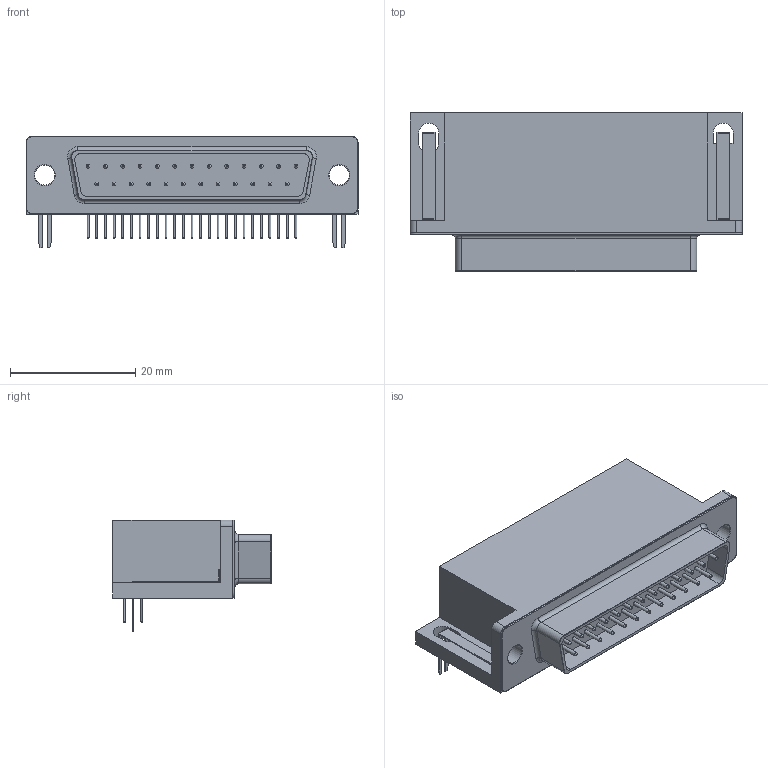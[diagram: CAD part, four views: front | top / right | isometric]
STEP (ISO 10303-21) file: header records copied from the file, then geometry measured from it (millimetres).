
FILE_DESCRIPTION(/* description */ ('model of DSUB-25_Male_Horizontal_P2.77x2.84mm_EdgePinOffset14.56mm_Housed_MountingHolesOffset15.98mm'),/* implementation_level */ '2;1');
FILE_NAME(/* name */ 'DSUB-25_Male_Horizontal_P2.77x2.84mm_EdgePinOffset14.56mm_Housed_MountingHolesOffset15.98mm.step',/* time_stamp */ '2019-01-05T14:20:53',/* author */ ('kicad StepUp','ksu'),/* organization */ ('FreeCAD'),/* preprocessor_version */ 'OCC',/* originating_system */ 'kicad StepUp',/* authorisation */ '');
FILE_SCHEMA(('AUTOMOTIVE_DESIGN { 1 0 10303 214 1 1 1 1 }'));
Length unit declared in the file: millimetre
Products named in the file (1): DSUB_50_male
Bounding box: 53.1 x 25.3 x 17.9 mm (x, y, z)
Volume: 11776.7 mm3; surface area: 5517.5 mm2
Topology: 1 solids, 2 shells, 301 faces, 641 edges, 398 vertices
Faces by surface type: plane 123, cylinder 110, revolution 54, torus 10, cone 4
Full cylindrical faces by diameter (mm): 0.3 x25, 0.6 x50, 3.2 x2, 4 x2
Entity records: 11148 total; most frequent: CARTESIAN_POINT 2115, DIRECTION 1525, ORIENTED_EDGE 1282, EDGE_CURVE 641, AXIS2_PLACEMENT_3D 588, FACE_BOUND 413, EDGE_LOOP 413, VERTEX_POINT 398
